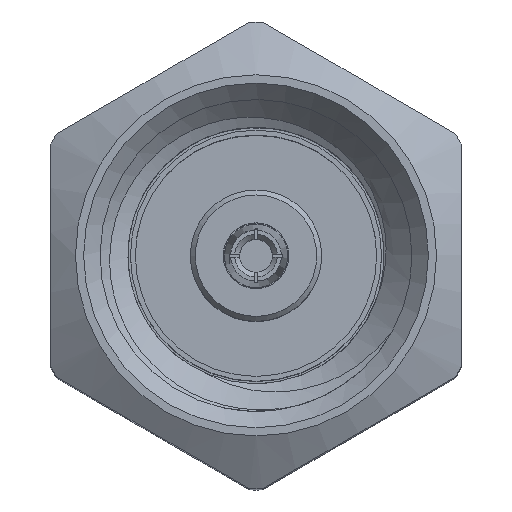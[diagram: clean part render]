
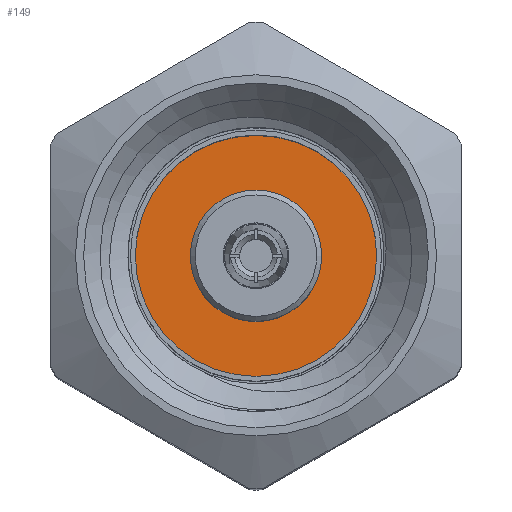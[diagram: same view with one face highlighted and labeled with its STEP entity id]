
A CAD part, top view. The second image highlights one B-rep face of the part: STEP entity #149.
In plain terms, the highlighted planar face has unit normal (0, 0, 1).
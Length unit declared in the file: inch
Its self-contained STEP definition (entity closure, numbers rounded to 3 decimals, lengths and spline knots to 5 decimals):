
#149 = ADVANCED_FACE ( 'NONE', ( #4266, #6281 ), #2616, .T. ) ;
#778 = ORIENTED_EDGE ( 'NONE', *, *, #3970, .F. ) ;
#810 = ORIENTED_EDGE ( 'NONE', *, *, #4563, .F. ) ;
#984 = DIRECTION ( 'NONE',  ( 0., 0., -1. ) ) ;
#1720 = DIRECTION ( 'NONE',  ( 1., 0., 0. ) ) ;
#1991 = CARTESIAN_POINT ( 'NONE',  ( 0., 0., -0.23 ) ) ;
#2535 = VERTEX_POINT ( 'NONE', #4587 ) ;
#2616 = PLANE ( 'NONE',  #4652 ) ;
#3136 = CARTESIAN_POINT ( 'NONE',  ( 0.04, 0., -0.23 ) ) ;
#3172 = VERTEX_POINT ( 'NONE', #3136 ) ;
#3773 = DIRECTION ( 'NONE',  ( 0., 0., 1. ) ) ;
#3970 = EDGE_CURVE ( 'NONE', #2535, #2535, #6282, .T. ) ;
#4090 = CARTESIAN_POINT ( 'NONE',  ( 0., 0., -0.23 ) ) ;
#4266 = FACE_BOUND ( 'NONE', #4275, .T. ) ;
#4275 = EDGE_LOOP ( 'NONE', ( #810 ) ) ;
#4563 = EDGE_CURVE ( 'NONE', #3172, #3172, #5515, .T. ) ;
#4587 = CARTESIAN_POINT ( 'NONE',  ( 0.0735, 0., -0.23 ) ) ;
#4614 = DIRECTION ( 'NONE',  ( 1., 0., 0. ) ) ;
#4652 = AXIS2_PLACEMENT_3D ( 'NONE', #4663, #3773, #1720 ) ;
#4663 = CARTESIAN_POINT ( 'NONE',  ( 0., 0., -0.23 ) ) ;
#5092 = AXIS2_PLACEMENT_3D ( 'NONE', #1991, #6063, #6095 ) ;
#5515 = CIRCLE ( 'NONE', #5092, 0.04 ) ;
#6063 = DIRECTION ( 'NONE',  ( 0., 0., 1. ) ) ;
#6071 = AXIS2_PLACEMENT_3D ( 'NONE', #4090, #984, #4614 ) ;
#6095 = DIRECTION ( 'NONE',  ( 1., 0., 0. ) ) ;
#6259 = EDGE_LOOP ( 'NONE', ( #778 ) ) ;
#6281 = FACE_OUTER_BOUND ( 'NONE', #6259, .T. ) ;
#6282 = CIRCLE ( 'NONE', #6071, 0.0735 ) ;
